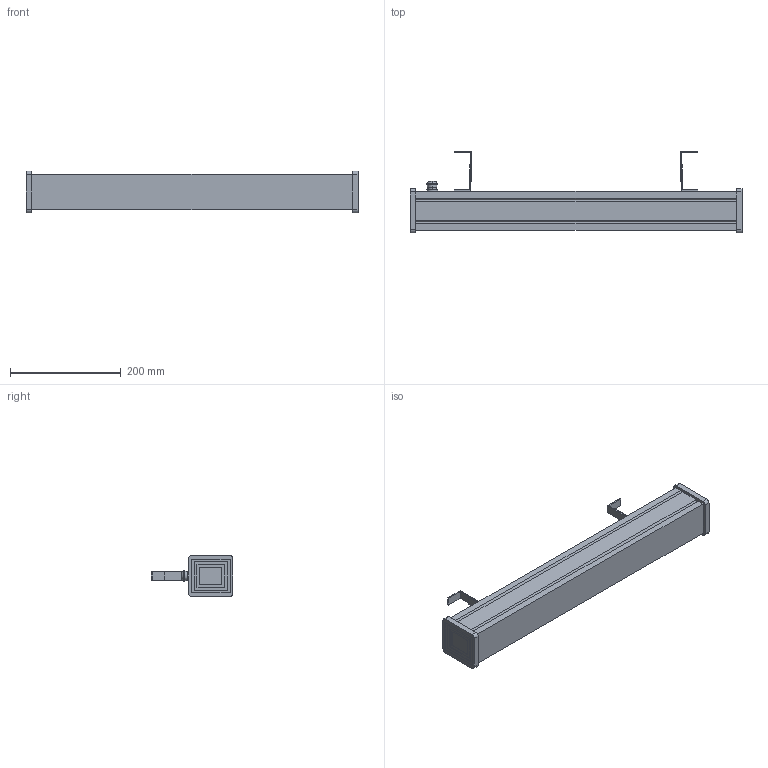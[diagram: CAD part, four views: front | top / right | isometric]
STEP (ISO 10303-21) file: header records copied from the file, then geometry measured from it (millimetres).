
FILE_DESCRIPTION (( 'STEP AP214' ), '1' );
FILE_NAME ('EVOLINE LED 24.STEP', '2018-07-17T03:55:06', ( '' ), ( '' ), 'SwSTEP 2.0', 'SolidWorks 2013', '' );
FILE_SCHEMA (( 'AUTOMOTIVE_DESIGN' ));
Length unit declared in the file: millimetre
Products named in the file (1): EVOLINE LED 24
Bounding box: 600 x 148 x 75 mm (x, y, z)
Volume: 2716998.3 mm3; surface area: 202901.4 mm2
Topology: 3 solids, 3 shells, 121 faces, 294 edges, 196 vertices
Faces by surface type: plane 103, cylinder 16, torus 2
Entity records: 3558 total; most frequent: CARTESIAN_POINT 612, ORIENTED_EDGE 588, DIRECTION 576, EDGE_CURVE 294, VECTOR 256, LINE 256, VERTEX_POINT 196, AXIS2_PLACEMENT_3D 160
